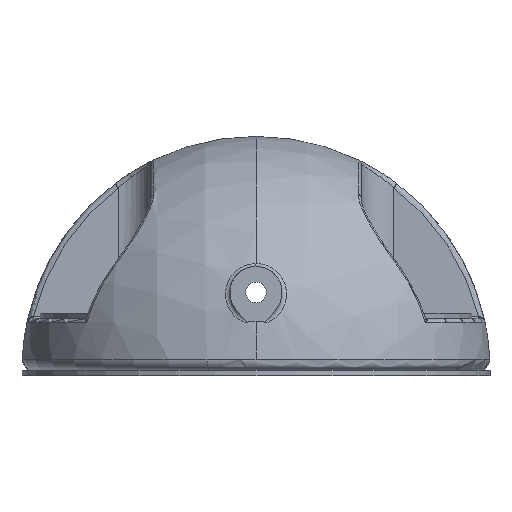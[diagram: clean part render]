
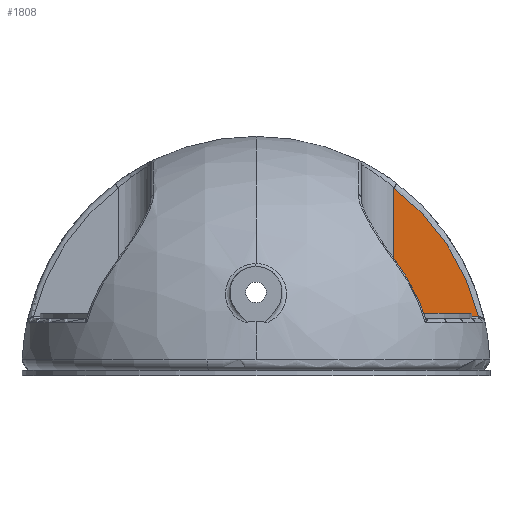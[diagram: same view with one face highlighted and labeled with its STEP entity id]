
A CAD part, left-side view. The second image highlights one B-rep face of the part: STEP entity #1808.
In plain terms, the highlighted planar face has unit normal (-1, 0, 0).
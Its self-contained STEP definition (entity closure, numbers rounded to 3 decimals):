
#15 = FACE_OUTER_BOUND ( 'NONE', #3403, .T. ) ;
#136 = ORIENTED_EDGE ( 'NONE', *, *, #725, .T. ) ;
#208 = EDGE_CURVE ( 'NONE', #3876, #7765, #8172, .T. ) ;
#725 = EDGE_CURVE ( 'NONE', #4314, #7765, #5178, .T. ) ;
#780 = AXIS2_PLACEMENT_3D ( 'NONE', #5189, #6840, #6968 ) ;
#957 = ORIENTED_EDGE ( 'NONE', *, *, #208, .F. ) ;
#1037 = DIRECTION ( 'NONE',  ( 0., 0., 1. ) ) ;
#1489 = CARTESIAN_POINT ( 'NONE',  ( 176455.356, -17895.851, 1984.504 ) ) ;
#1808 = ADVANCED_FACE ( 'NONE', ( #15 ), #9791, .T. ) ;
#2586 = VECTOR ( 'NONE', #7538, 1000. ) ;
#2729 = AXIS2_PLACEMENT_3D ( 'NONE', #5399, #3576, #2751 ) ;
#2751 = DIRECTION ( 'NONE',  ( 0., -1., 0. ) ) ;
#3151 = CARTESIAN_POINT ( 'NONE',  ( 176455.356, -17879.574, 1984.504 ) ) ;
#3403 = EDGE_LOOP ( 'NONE', ( #136, #957, #3957 ) ) ;
#3576 = DIRECTION ( 'NONE',  ( -1., 0., 0. ) ) ;
#3876 = VERTEX_POINT ( 'NONE', #3151 ) ;
#3957 = ORIENTED_EDGE ( 'NONE', *, *, #4914, .F. ) ;
#4314 = VERTEX_POINT ( 'NONE', #1489 ) ;
#4914 = EDGE_CURVE ( 'NONE', #4314, #3876, #9161, .T. ) ;
#4968 = CARTESIAN_POINT ( 'NONE',  ( 176455.356, -17879.574, 2003.295 ) ) ;
#5178 = CIRCLE ( 'NONE', #2729, 44. ) ;
#5189 = CARTESIAN_POINT ( 'NONE',  ( 176455.356, -17879.574, 1984.204 ) ) ;
#5399 = CARTESIAN_POINT ( 'NONE',  ( 176455.356, -17853.074, 1974.204 ) ) ;
#5649 = CARTESIAN_POINT ( 'NONE',  ( 176455.356, -17884.734, 1984.504 ) ) ;
#6840 = DIRECTION ( 'NONE',  ( -1., 0., 0. ) ) ;
#6968 = DIRECTION ( 'NONE',  ( 0., 0., 1. ) ) ;
#7538 = DIRECTION ( 'NONE',  ( 0., 1., 0. ) ) ;
#7765 = VERTEX_POINT ( 'NONE', #8297 ) ;
#8172 = LINE ( 'NONE', #4968, #8201 ) ;
#8201 = VECTOR ( 'NONE', #1037, 1000. ) ;
#8297 = CARTESIAN_POINT ( 'NONE',  ( 176455.356, -17879.574, 2009.329 ) ) ;
#9161 = LINE ( 'NONE', #5649, #2586 ) ;
#9791 = PLANE ( 'NONE',  #780 ) ;
